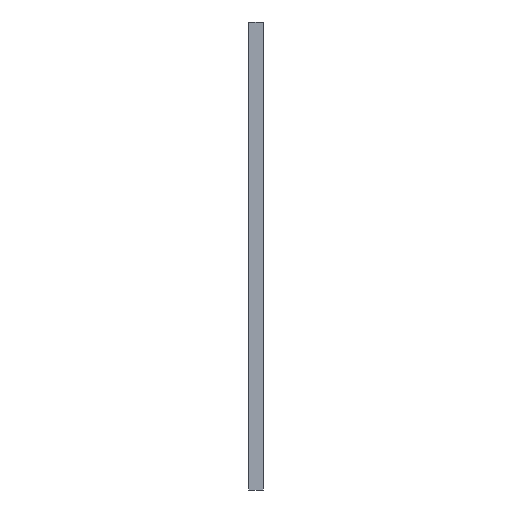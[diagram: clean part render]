
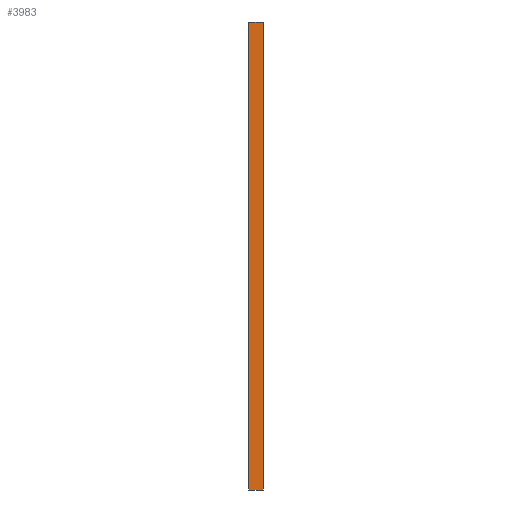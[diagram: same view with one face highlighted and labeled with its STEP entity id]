
A CAD part, left-side view. The second image highlights one B-rep face of the part: STEP entity #3983.
In plain terms, the highlighted planar face has unit normal (-1, 0, 0).
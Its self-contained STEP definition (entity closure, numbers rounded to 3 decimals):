
#116 = FACE_OUTER_BOUND ( 'NONE', #3518, .T. ) ;
#158 = VERTEX_POINT ( 'NONE', #3031 ) ;
#326 = VECTOR ( 'NONE', #3269, 1000. ) ;
#332 = VECTOR ( 'NONE', #2232, 1000. ) ;
#396 = CARTESIAN_POINT ( 'NONE',  ( -35., 0., 25. ) ) ;
#413 = EDGE_CURVE ( 'NONE', #835, #158, #1496, .T. ) ;
#589 = DIRECTION ( 'NONE',  ( 0., 0., -1. ) ) ;
#739 = LINE ( 'NONE', #4233, #2442 ) ;
#799 = EDGE_CURVE ( 'NONE', #835, #2994, #1148, .T. ) ;
#816 = DIRECTION ( 'NONE',  ( 0., -1., 0. ) ) ;
#835 = VERTEX_POINT ( 'NONE', #3745 ) ;
#1110 = DIRECTION ( 'NONE',  ( 0., 0., 1. ) ) ;
#1147 = LINE ( 'NONE', #2190, #2896 ) ;
#1148 = LINE ( 'NONE', #3968, #332 ) ;
#1214 = ORIENTED_EDGE ( 'NONE', *, *, #799, .F. ) ;
#1249 = PLANE ( 'NONE',  #2826 ) ;
#1496 = LINE ( 'NONE', #2261, #326 ) ;
#1502 = CARTESIAN_POINT ( 'NONE',  ( -35., 1.5, 25. ) ) ;
#1619 = DIRECTION ( 'NONE',  ( 1., 0., 0. ) ) ;
#2190 = CARTESIAN_POINT ( 'NONE',  ( -35., 1.5, 25. ) ) ;
#2232 = DIRECTION ( 'NONE',  ( 0., 0., 1. ) ) ;
#2247 = ORIENTED_EDGE ( 'NONE', *, *, #2842, .T. ) ;
#2261 = CARTESIAN_POINT ( 'NONE',  ( -35., 1.5, -25. ) ) ;
#2442 = VECTOR ( 'NONE', #1110, 1000. ) ;
#2826 = AXIS2_PLACEMENT_3D ( 'NONE', #1502, #1619, #589 ) ;
#2842 = EDGE_CURVE ( 'NONE', #158, #3309, #739, .T. ) ;
#2896 = VECTOR ( 'NONE', #816, 1000. ) ;
#2994 = VERTEX_POINT ( 'NONE', #4344 ) ;
#3016 = ORIENTED_EDGE ( 'NONE', *, *, #413, .T. ) ;
#3031 = CARTESIAN_POINT ( 'NONE',  ( -35., 0., -25. ) ) ;
#3269 = DIRECTION ( 'NONE',  ( 0., -1., 0. ) ) ;
#3309 = VERTEX_POINT ( 'NONE', #396 ) ;
#3518 = EDGE_LOOP ( 'NONE', ( #2247, #4189, #1214, #3016 ) ) ;
#3662 = EDGE_CURVE ( 'NONE', #2994, #3309, #1147, .T. ) ;
#3745 = CARTESIAN_POINT ( 'NONE',  ( -35., 1.5, -25. ) ) ;
#3968 = CARTESIAN_POINT ( 'NONE',  ( -35., 1.5, 25. ) ) ;
#3983 = ADVANCED_FACE ( 'NONE', ( #116 ), #1249, .F. ) ;
#4189 = ORIENTED_EDGE ( 'NONE', *, *, #3662, .F. ) ;
#4233 = CARTESIAN_POINT ( 'NONE',  ( -35., 0., 25. ) ) ;
#4344 = CARTESIAN_POINT ( 'NONE',  ( -35., 1.5, 25. ) ) ;
